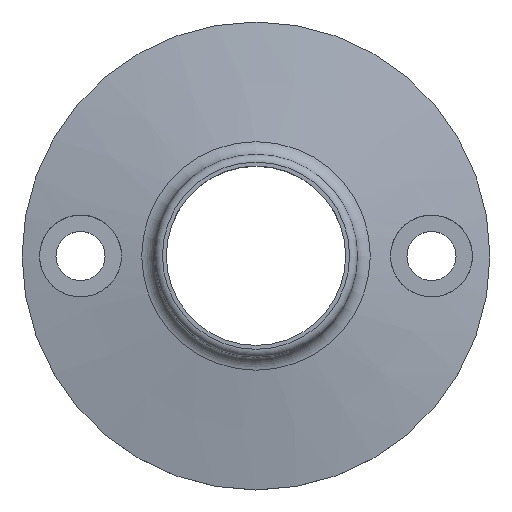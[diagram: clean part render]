
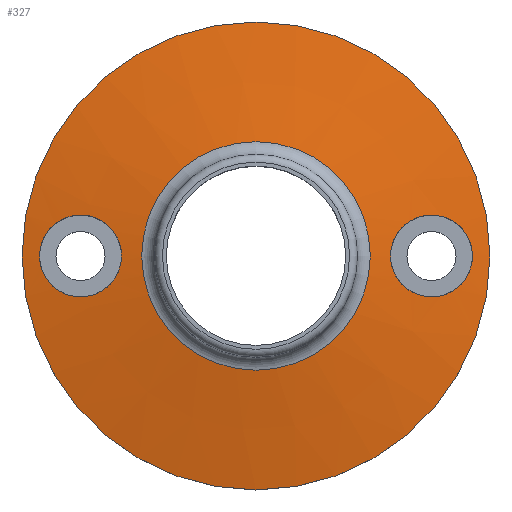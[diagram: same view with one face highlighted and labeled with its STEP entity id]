
A CAD part, top view. The second image highlights one B-rep face of the part: STEP entity #327.
In plain terms, the highlighted conical face has half-angle 79.992 degrees and reference radius 21.5 mm.
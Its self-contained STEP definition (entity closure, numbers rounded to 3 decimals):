
#15=CONICAL_SURFACE('',#373,21.5,1.396);
#20=FACE_BOUND('',#68,.T.);
#43=FACE_OUTER_BOUND('',#67,.T.);
#67=EDGE_LOOP('',(#248,#249,#250,#251,#252,#253,#254,#255,#256));
#68=EDGE_LOOP('',(#257,#258));
#96=CIRCLE('',#366,14.652);
#102=CIRCLE('',#374,30.);
#121=LINE('',#627,#134);
#122=LINE('',#628,#135);
#134=VECTOR('',#446,21.5);
#135=VECTOR('',#447,21.5);
#144=B_SPLINE_CURVE_WITH_KNOTS('',3,(#520,#521,#522,#523,#524,#525,#526,
#527,#528,#529),.UNSPECIFIED.,.F.,.F.,(4,2,2,2,4),(0.,0.232,
0.464,0.693,0.923),.UNSPECIFIED.);
#145=B_SPLINE_CURVE_WITH_KNOTS('',3,(#531,#532,#533,#534,#535,#536,#537,
#538,#539,#540),.UNSPECIFIED.,.F.,.F.,(4,2,2,2,4),(2.52,2.687,
2.854,3.024,3.194),.UNSPECIFIED.);
#146=B_SPLINE_CURVE_WITH_KNOTS('',3,(#541,#542,#543,#544,#545,#546,#547,
#548,#549,#550,#551,#552,#553,#554,#555,#556,#557,#558),.UNSPECIFIED.,.F.,
 .F.,(4,2,2,2,2,2,2,2,4),(0.923,1.153,1.383,
1.615,1.846,2.017,2.187,2.353,
2.52),.UNSPECIFIED.);
#147=B_SPLINE_CURVE_WITH_KNOTS('',3,(#568,#569,#570,#571,#572,#573,#574,
#575,#576,#577,#578,#579,#580,#581,#582,#583,#584,#585,#586,#587,#588,#589,
#590,#591,#592,#593),.UNSPECIFIED.,.F.,.F.,(4,2,2,2,2,2,2,2,2,2,2,2,4),
(0.,0.232,0.464,0.693,0.923,
1.153,1.383,1.615,1.846,2.017,
2.187,2.353,2.52),.UNSPECIFIED.);
#148=B_SPLINE_CURVE_WITH_KNOTS('',3,(#594,#595,#596,#597,#598,#599,#600,
#601,#602,#603),.UNSPECIFIED.,.F.,.F.,(4,2,2,2,4),(2.52,2.687,
2.854,3.024,3.194),.UNSPECIFIED.);
#149=VERTEX_POINT('',#518);
#150=VERTEX_POINT('',#519);
#151=VERTEX_POINT('',#530);
#154=VERTEX_POINT('',#566);
#155=VERTEX_POINT('',#567);
#158=VERTEX_POINT('',#611);
#163=VERTEX_POINT('',#625);
#178=EDGE_CURVE('',#149,#150,#144,.T.);
#179=EDGE_CURVE('',#151,#149,#145,.T.);
#180=EDGE_CURVE('',#150,#151,#146,.T.);
#184=EDGE_CURVE('',#154,#155,#147,.T.);
#185=EDGE_CURVE('',#155,#154,#148,.T.);
#189=EDGE_CURVE('',#158,#158,#96,.T.);
#196=EDGE_CURVE('',#163,#163,#102,.T.);
#197=EDGE_CURVE('',#163,#150,#121,.T.);
#198=EDGE_CURVE('',#151,#158,#122,.T.);
#248=ORIENTED_EDGE('',*,*,#196,.F.);
#249=ORIENTED_EDGE('',*,*,#197,.T.);
#250=ORIENTED_EDGE('',*,*,#180,.T.);
#251=ORIENTED_EDGE('',*,*,#198,.T.);
#252=ORIENTED_EDGE('',*,*,#189,.F.);
#253=ORIENTED_EDGE('',*,*,#198,.F.);
#254=ORIENTED_EDGE('',*,*,#179,.T.);
#255=ORIENTED_EDGE('',*,*,#178,.T.);
#256=ORIENTED_EDGE('',*,*,#197,.F.);
#257=ORIENTED_EDGE('',*,*,#184,.T.);
#258=ORIENTED_EDGE('',*,*,#185,.T.);
#327=ADVANCED_FACE('',(#43,#20),#15,.T.);
#366=AXIS2_PLACEMENT_3D('',#612,#427,#428);
#373=AXIS2_PLACEMENT_3D('',#624,#442,#443);
#374=AXIS2_PLACEMENT_3D('',#626,#444,#445);
#427=DIRECTION('center_axis',(0.,0.,1.));
#428=DIRECTION('ref_axis',(-1.,0.,0.));
#442=DIRECTION('center_axis',(0.,0.,-1.));
#443=DIRECTION('ref_axis',(1.,0.,0.));
#444=DIRECTION('center_axis',(0.,0.,-1.));
#445=DIRECTION('ref_axis',(1.,0.,0.));
#446=DIRECTION('',(0.985,0.,0.174));
#447=DIRECTION('',(0.985,0.,0.174));
#518=CARTESIAN_POINT('',(-21.275,-5.105,11.433));
#519=CARTESIAN_POINT('',(-27.75,0.,10.397));
#520=CARTESIAN_POINT('Ctrl Pts',(-21.275,-5.105,11.433));
#521=CARTESIAN_POINT('Ctrl Pts',(-22.015,-5.283,11.299));
#522=CARTESIAN_POINT('Ctrl Pts',(-22.838,-5.3,11.157));
#523=CARTESIAN_POINT('Ctrl Pts',(-24.404,-4.958,10.9));
#524=CARTESIAN_POINT('Ctrl Pts',(-25.148,-4.598,10.784));
#525=CARTESIAN_POINT('Ctrl Pts',(-26.348,-3.652,10.601));
#526=CARTESIAN_POINT('Ctrl Pts',(-26.871,-3.016,10.524));
#527=CARTESIAN_POINT('Ctrl Pts',(-27.573,-1.573,10.422));
#528=CARTESIAN_POINT('Ctrl Pts',(-27.75,-0.766,10.397));
#529=CARTESIAN_POINT('Ctrl Pts',(-27.75,0.,10.397));
#530=CARTESIAN_POINT('',(-17.25,0.,12.25));
#531=CARTESIAN_POINT('Ctrl Pts',(-17.25,0.,12.25));
#532=CARTESIAN_POINT('Ctrl Pts',(-17.25,-0.556,12.25));
#533=CARTESIAN_POINT('Ctrl Pts',(-17.344,-1.154,12.228));
#534=CARTESIAN_POINT('Ctrl Pts',(-17.732,-2.277,12.141));
#535=CARTESIAN_POINT('Ctrl Pts',(-18.027,-2.803,12.075));
#536=CARTESIAN_POINT('Ctrl Pts',(-18.713,-3.679,11.929));
#537=CARTESIAN_POINT('Ctrl Pts',(-19.16,-4.095,11.837));
#538=CARTESIAN_POINT('Ctrl Pts',(-20.17,-4.743,11.638));
#539=CARTESIAN_POINT('Ctrl Pts',(-20.732,-4.975,11.532));
#540=CARTESIAN_POINT('Ctrl Pts',(-21.275,-5.105,11.433));
#541=CARTESIAN_POINT('Ctrl Pts',(-27.75,0.,10.397));
#542=CARTESIAN_POINT('Ctrl Pts',(-27.75,0.766,10.397));
#543=CARTESIAN_POINT('Ctrl Pts',(-27.573,1.573,10.422));
#544=CARTESIAN_POINT('Ctrl Pts',(-26.871,3.016,10.524));
#545=CARTESIAN_POINT('Ctrl Pts',(-26.348,3.652,10.601));
#546=CARTESIAN_POINT('Ctrl Pts',(-25.148,4.598,10.784));
#547=CARTESIAN_POINT('Ctrl Pts',(-24.404,4.958,10.9));
#548=CARTESIAN_POINT('Ctrl Pts',(-22.838,5.3,11.157));
#549=CARTESIAN_POINT('Ctrl Pts',(-22.015,5.283,11.299));
#550=CARTESIAN_POINT('Ctrl Pts',(-20.732,4.975,11.532));
#551=CARTESIAN_POINT('Ctrl Pts',(-20.17,4.743,11.638));
#552=CARTESIAN_POINT('Ctrl Pts',(-19.16,4.095,11.837));
#553=CARTESIAN_POINT('Ctrl Pts',(-18.713,3.679,11.929));
#554=CARTESIAN_POINT('Ctrl Pts',(-18.027,2.803,12.075));
#555=CARTESIAN_POINT('Ctrl Pts',(-17.732,2.277,12.141));
#556=CARTESIAN_POINT('Ctrl Pts',(-17.344,1.154,12.228));
#557=CARTESIAN_POINT('Ctrl Pts',(-17.25,0.556,12.25));
#558=CARTESIAN_POINT('Ctrl Pts',(-17.25,0.,12.25));
#566=CARTESIAN_POINT('',(21.275,5.105,11.433));
#567=CARTESIAN_POINT('',(17.25,0.,12.25));
#568=CARTESIAN_POINT('Ctrl Pts',(21.275,5.105,11.433));
#569=CARTESIAN_POINT('Ctrl Pts',(22.015,5.283,11.299));
#570=CARTESIAN_POINT('Ctrl Pts',(22.838,5.3,11.157));
#571=CARTESIAN_POINT('Ctrl Pts',(24.404,4.958,10.9));
#572=CARTESIAN_POINT('Ctrl Pts',(25.148,4.598,10.784));
#573=CARTESIAN_POINT('Ctrl Pts',(26.348,3.652,10.601));
#574=CARTESIAN_POINT('Ctrl Pts',(26.871,3.016,10.524));
#575=CARTESIAN_POINT('Ctrl Pts',(27.573,1.573,10.422));
#576=CARTESIAN_POINT('Ctrl Pts',(27.75,0.766,10.397));
#577=CARTESIAN_POINT('Ctrl Pts',(27.75,-0.766,10.397));
#578=CARTESIAN_POINT('Ctrl Pts',(27.573,-1.573,10.422));
#579=CARTESIAN_POINT('Ctrl Pts',(26.871,-3.016,10.524));
#580=CARTESIAN_POINT('Ctrl Pts',(26.348,-3.652,10.601));
#581=CARTESIAN_POINT('Ctrl Pts',(25.148,-4.598,10.784));
#582=CARTESIAN_POINT('Ctrl Pts',(24.404,-4.958,10.9));
#583=CARTESIAN_POINT('Ctrl Pts',(22.838,-5.3,11.157));
#584=CARTESIAN_POINT('Ctrl Pts',(22.015,-5.283,11.299));
#585=CARTESIAN_POINT('Ctrl Pts',(20.732,-4.975,11.532));
#586=CARTESIAN_POINT('Ctrl Pts',(20.17,-4.743,11.638));
#587=CARTESIAN_POINT('Ctrl Pts',(19.16,-4.095,11.837));
#588=CARTESIAN_POINT('Ctrl Pts',(18.713,-3.679,11.929));
#589=CARTESIAN_POINT('Ctrl Pts',(18.027,-2.803,12.075));
#590=CARTESIAN_POINT('Ctrl Pts',(17.732,-2.277,12.141));
#591=CARTESIAN_POINT('Ctrl Pts',(17.344,-1.154,12.228));
#592=CARTESIAN_POINT('Ctrl Pts',(17.25,-0.556,12.25));
#593=CARTESIAN_POINT('Ctrl Pts',(17.25,0.,12.25));
#594=CARTESIAN_POINT('Ctrl Pts',(17.25,0.,12.25));
#595=CARTESIAN_POINT('Ctrl Pts',(17.25,0.556,12.25));
#596=CARTESIAN_POINT('Ctrl Pts',(17.344,1.154,12.228));
#597=CARTESIAN_POINT('Ctrl Pts',(17.732,2.277,12.141));
#598=CARTESIAN_POINT('Ctrl Pts',(18.027,2.803,12.075));
#599=CARTESIAN_POINT('Ctrl Pts',(18.713,3.679,11.929));
#600=CARTESIAN_POINT('Ctrl Pts',(19.16,4.095,11.837));
#601=CARTESIAN_POINT('Ctrl Pts',(20.17,4.743,11.638));
#602=CARTESIAN_POINT('Ctrl Pts',(20.732,4.975,11.532));
#603=CARTESIAN_POINT('Ctrl Pts',(21.275,5.105,11.433));
#611=CARTESIAN_POINT('',(-14.652,0.,12.708));
#612=CARTESIAN_POINT('Origin',(0.,0.,12.708));
#624=CARTESIAN_POINT('Origin',(0.,0.,11.5));
#625=CARTESIAN_POINT('',(-30.,0.,10.));
#626=CARTESIAN_POINT('Origin',(0.,0.,10.));
#627=CARTESIAN_POINT('',(-21.5,0.,11.5));
#628=CARTESIAN_POINT('',(-21.5,0.,11.5));
